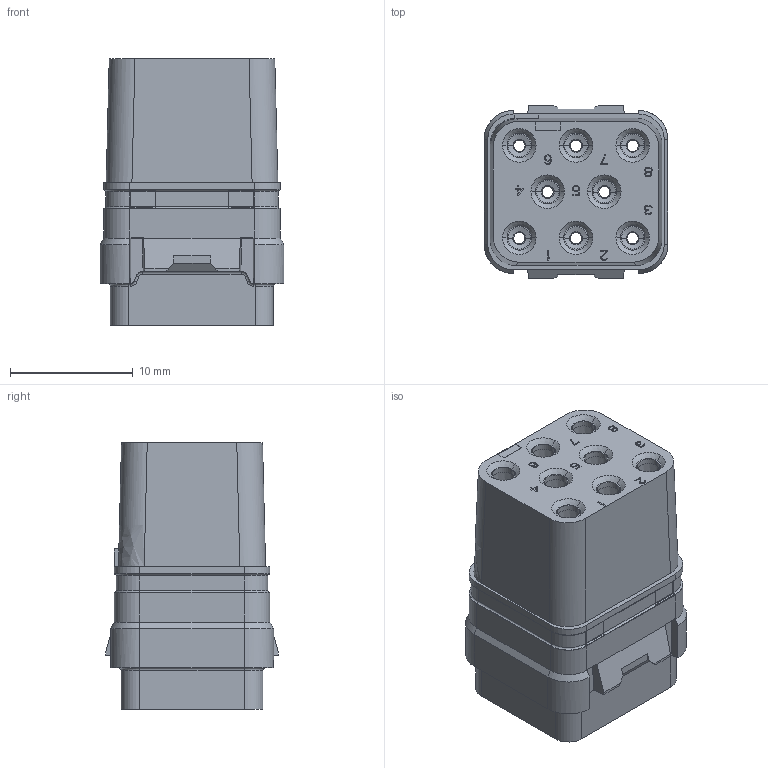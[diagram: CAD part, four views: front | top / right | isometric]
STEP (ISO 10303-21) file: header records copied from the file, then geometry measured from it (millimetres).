
FILE_DESCRIPTION((''),'2;1');
FILE_NAME('SIMM0816SN','2019-12-02T',('presta_be4'),(''),'CREO PARAMETRIC BY PTC INC, 2018360','CREO PARAMETRIC BY PTC INC, 2018360','');
FILE_SCHEMA(('CONFIG_CONTROL_DESIGN'));
Length unit declared in the file: millimetre
Products named in the file (1): SIMM0816SN
Bounding box: 15 x 14.1 x 21.78 mm (x, y, z)
Volume: 2004.6 mm3; surface area: 3975.7 mm2
Topology: 1 solids, 1 shells, 1565 faces, 4080 edges, 2564 vertices
Faces by surface type: plane 905, cylinder 304, torus 196, cone 132, bspline 28
Entity records: 50095 total; most frequent: CARTESIAN_POINT 11142, ORIENTED_EDGE 8160, DIRECTION 8052, EDGE_CURVE 4080, VECTOR 2886, LINE 2886, AXIS2_PLACEMENT_3D 2583, VERTEX_POINT 2564
